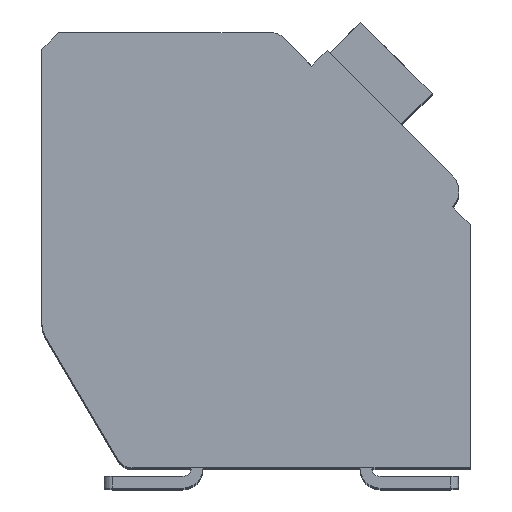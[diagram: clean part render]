
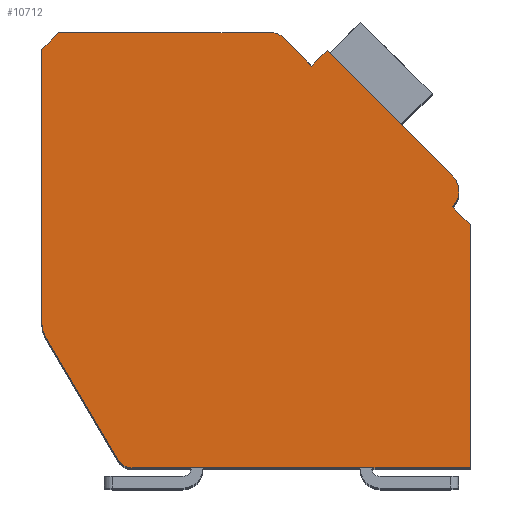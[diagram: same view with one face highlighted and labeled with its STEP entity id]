
A CAD part, top view. The second image highlights one B-rep face of the part: STEP entity #10712.
In plain terms, the highlighted planar face has unit normal (0, 0, 1).
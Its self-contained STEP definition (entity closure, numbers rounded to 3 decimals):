
#250=DIRECTION('',(0.,-1.,0.));
#251=VECTOR('',#250,8.053);
#252=CARTESIAN_POINT('',(-12.7,12.4,2.1));
#253=LINE('',#252,#251);
#254=DIRECTION('',(-0.707,-0.707,0.));
#255=VECTOR('',#254,0.707);
#256=CARTESIAN_POINT('',(-12.2,12.9,2.1));
#257=LINE('',#256,#255);
#258=DIRECTION('',(-1.,0.,0.));
#259=VECTOR('',#258,6.298);
#260=CARTESIAN_POINT('',(-5.902,12.9,2.1));
#261=LINE('',#260,#259);
#262=CARTESIAN_POINT('',(-5.902,12.4,2.1));
#263=DIRECTION('',(0.,0.,1.));
#264=DIRECTION('',(0.707,0.707,0.));
#265=AXIS2_PLACEMENT_3D('',#262,#263,#264);
#267=DIRECTION('',(-0.707,0.707,0.));
#268=VECTOR('',#267,1.197);
#269=CARTESIAN_POINT('',(-4.702,11.907,2.1));
#270=LINE('',#269,#268);
#271=DIRECTION('',(-0.707,-0.707,0.));
#272=VECTOR('',#271,0.65);
#273=CARTESIAN_POINT('',(-4.243,12.367,2.1));
#274=LINE('',#273,#272);
#275=DIRECTION('',(-0.707,0.707,0.));
#276=VECTOR('',#275,5.25);
#277=CARTESIAN_POINT('',(-0.53,8.655,2.1));
#278=LINE('',#277,#276);
#279=CARTESIAN_POINT('',(-0.99,8.195,2.1));
#280=DIRECTION('',(0.,0.,1.));
#281=DIRECTION('',(0.707,-0.707,0.));
#282=AXIS2_PLACEMENT_3D('',#279,#280,#281);
#284=DIRECTION('',(-0.707,0.707,0.));
#285=VECTOR('',#284,0.75);
#286=CARTESIAN_POINT('',(0.,7.205,2.1));
#287=LINE('',#286,#285);
#288=DIRECTION('',(0.,1.,0.));
#289=VECTOR('',#288,7.205);
#290=CARTESIAN_POINT('',(0.,0.,2.1));
#291=LINE('',#290,#289);
#292=DIRECTION('',(1.,0.,0.));
#293=VECTOR('',#292,10.014);
#294=CARTESIAN_POINT('',(-10.014,0.,2.1));
#295=LINE('',#294,#293);
#296=CARTESIAN_POINT('',(-10.014,0.5,2.1));
#297=DIRECTION('',(0.,0.,1.));
#298=DIRECTION('',(-0.862,-0.508,0.));
#299=AXIS2_PLACEMENT_3D('',#296,#297,#298);
#301=DIRECTION('',(0.508,-0.862,0.));
#302=VECTOR('',#301,4.17);
#303=CARTESIAN_POINT('',(-12.562,3.839,2.1));
#304=LINE('',#303,#302);
#305=CARTESIAN_POINT('',(-11.7,4.347,2.1));
#306=DIRECTION('',(0.,0.,1.));
#307=DIRECTION('',(-1.,0.,0.));
#308=AXIS2_PLACEMENT_3D('',#305,#306,#307);
#8045=CARTESIAN_POINT('',(-12.7,12.4,2.1));
#8046=CARTESIAN_POINT('',(-12.7,4.347,2.1));
#8047=VERTEX_POINT('',#8045);
#8048=VERTEX_POINT('',#8046);
#8049=CARTESIAN_POINT('',(-12.562,3.839,2.1));
#8050=VERTEX_POINT('',#8049);
#8051=CARTESIAN_POINT('',(-10.445,0.246,2.1));
#8052=VERTEX_POINT('',#8051);
#8053=CARTESIAN_POINT('',(-10.014,0.,2.1));
#8054=VERTEX_POINT('',#8053);
#8055=CARTESIAN_POINT('',(0.,0.,2.1));
#8056=VERTEX_POINT('',#8055);
#8057=CARTESIAN_POINT('',(0.,7.205,2.1));
#8058=VERTEX_POINT('',#8057);
#8059=CARTESIAN_POINT('',(-0.53,7.735,2.1));
#8060=VERTEX_POINT('',#8059);
#8061=CARTESIAN_POINT('',(-0.53,8.655,2.1));
#8062=VERTEX_POINT('',#8061);
#8063=CARTESIAN_POINT('',(-4.243,12.367,2.1));
#8064=VERTEX_POINT('',#8063);
#8065=CARTESIAN_POINT('',(-4.702,11.907,2.1));
#8066=VERTEX_POINT('',#8065);
#8067=CARTESIAN_POINT('',(-5.548,12.754,2.1));
#8068=VERTEX_POINT('',#8067);
#8069=CARTESIAN_POINT('',(-5.902,12.9,2.1));
#8070=VERTEX_POINT('',#8069);
#8071=CARTESIAN_POINT('',(-12.2,12.9,2.1));
#8072=VERTEX_POINT('',#8071);
#10679=CARTESIAN_POINT('',(0.,0.,2.1));
#10680=DIRECTION('',(0.,0.,1.));
#10681=DIRECTION('',(1.,0.,0.));
#10682=AXIS2_PLACEMENT_3D('',#10679,#10680,#10681);
#10683=PLANE('',#10682);
#10684=ORIENTED_EDGE('',*,*,#10478,.F.);
#10686=ORIENTED_EDGE('',*,*,#10685,.F.);
#10688=ORIENTED_EDGE('',*,*,#10687,.F.);
#10690=ORIENTED_EDGE('',*,*,#10689,.F.);
#10692=ORIENTED_EDGE('',*,*,#10691,.F.);
#10694=ORIENTED_EDGE('',*,*,#10693,.F.);
#10696=ORIENTED_EDGE('',*,*,#10695,.F.);
#10698=ORIENTED_EDGE('',*,*,#10697,.F.);
#10700=ORIENTED_EDGE('',*,*,#10699,.F.);
#10702=ORIENTED_EDGE('',*,*,#10701,.F.);
#10704=ORIENTED_EDGE('',*,*,#10703,.F.);
#10706=ORIENTED_EDGE('',*,*,#10705,.F.);
#10708=ORIENTED_EDGE('',*,*,#10707,.F.);
#10709=ORIENTED_EDGE('',*,*,#10567,.F.);
#10710=EDGE_LOOP('',(#10684,#10686,#10688,#10690,#10692,#10694,#10696,#10698,
#10700,#10702,#10704,#10706,#10708,#10709));
#10711=FACE_OUTER_BOUND('',#10710,.F.);
#266=CIRCLE('',#265,0.5);
#283=CIRCLE('',#282,0.65);
#300=CIRCLE('',#299,0.5);
#309=CIRCLE('',#308,1.);
#10478=EDGE_CURVE('',#8047,#8048,#253,.T.);
#10567=EDGE_CURVE('',#8048,#8050,#309,.T.);
#10685=EDGE_CURVE('',#8072,#8047,#257,.T.);
#10687=EDGE_CURVE('',#8070,#8072,#261,.T.);
#10689=EDGE_CURVE('',#8068,#8070,#266,.T.);
#10691=EDGE_CURVE('',#8066,#8068,#270,.T.);
#10693=EDGE_CURVE('',#8064,#8066,#274,.T.);
#10695=EDGE_CURVE('',#8062,#8064,#278,.T.);
#10697=EDGE_CURVE('',#8060,#8062,#283,.T.);
#10699=EDGE_CURVE('',#8058,#8060,#287,.T.);
#10701=EDGE_CURVE('',#8056,#8058,#291,.T.);
#10703=EDGE_CURVE('',#8054,#8056,#295,.T.);
#10705=EDGE_CURVE('',#8052,#8054,#300,.T.);
#10707=EDGE_CURVE('',#8050,#8052,#304,.T.);
#10712=ADVANCED_FACE('',(#10711),#10683,.T.);
